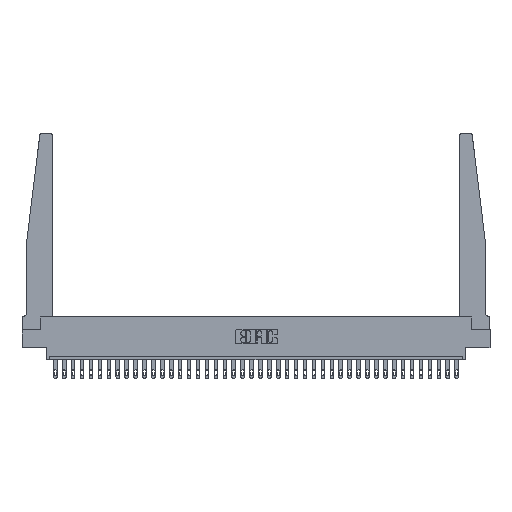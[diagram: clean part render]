
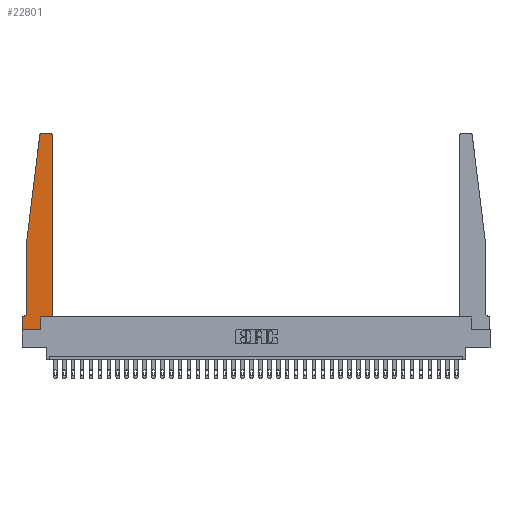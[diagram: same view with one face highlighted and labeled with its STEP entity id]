
A CAD part, top view. The second image highlights one B-rep face of the part: STEP entity #22801.
In plain terms, the highlighted planar face has unit normal (0, 0, 1).
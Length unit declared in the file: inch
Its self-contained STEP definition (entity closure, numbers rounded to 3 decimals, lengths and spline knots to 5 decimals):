
#218 = CARTESIAN_POINT ( 'NONE',  ( 0., 0.1875, 0.37 ) ) ;
#1896 = CIRCLE ( 'NONE', #7806, 0.03 ) ;
#2392 = AXIS2_PLACEMENT_3D ( 'NONE', #26012, #21114, #26338 ) ;
#2707 = CARTESIAN_POINT ( 'NONE',  ( 0.395, 2.72, 0.37 ) ) ;
#2764 = CARTESIAN_POINT ( 'NONE',  ( 0.015, 0.1875, 0.37 ) ) ;
#2901 = CARTESIAN_POINT ( 'NONE',  ( 0.425, 0.18, 0.37 ) ) ;
#2982 = CARTESIAN_POINT ( 'NONE',  ( 0.24675, 2.72367, 0.37 ) ) ;
#4893 = DIRECTION ( 'NONE',  ( 1., 0., 0. ) ) ;
#5047 = EDGE_CURVE ( 'NONE', #6172, #8126, #11133, .T. ) ;
#5130 = VECTOR ( 'NONE', #10965, 39.37008 ) ;
#5749 = CARTESIAN_POINT ( 'NONE',  ( 0.27653, 2.72, 0.37 ) ) ;
#5937 = VECTOR ( 'NONE', #26299, 39.37008 ) ;
#5969 = LINE ( 'NONE', #11197, #21306 ) ;
#6080 = DIRECTION ( 'NONE',  ( 1., 0., 0. ) ) ;
#6131 = ORIENTED_EDGE ( 'NONE', *, *, #15083, .T. ) ;
#6172 = VERTEX_POINT ( 'NONE', #2982 ) ;
#6215 = CARTESIAN_POINT ( 'NONE',  ( 0.065, 1.25, 0.37 ) ) ;
#6386 = VERTEX_POINT ( 'NONE', #27823 ) ;
#6418 = CARTESIAN_POINT ( 'NONE',  ( 0.425, 2.72, 0.37 ) ) ;
#6476 = EDGE_CURVE ( 'NONE', #7794, #6726, #25812, .T. ) ;
#6529 = EDGE_CURVE ( 'NONE', #6386, #6172, #26858, .T. ) ;
#6710 = CARTESIAN_POINT ( 'NONE',  ( 0.25, 2.75, 0.37 ) ) ;
#6726 = VERTEX_POINT ( 'NONE', #6418 ) ;
#7075 = VECTOR ( 'NONE', #13489, 39.37008 ) ;
#7253 = ORIENTED_EDGE ( 'NONE', *, *, #14667, .T. ) ;
#7273 = VERTEX_POINT ( 'NONE', #24015 ) ;
#7516 = VERTEX_POINT ( 'NONE', #27525 ) ;
#7738 = PLANE ( 'NONE',  #9131 ) ;
#7794 = VERTEX_POINT ( 'NONE', #19263 ) ;
#7806 = AXIS2_PLACEMENT_3D ( 'NONE', #2707, #20555, #4893 ) ;
#7969 = ORIENTED_EDGE ( 'NONE', *, *, #10962, .T. ) ;
#8126 = VERTEX_POINT ( 'NONE', #6215 ) ;
#8193 = LINE ( 'NONE', #11888, #14817 ) ;
#9131 = AXIS2_PLACEMENT_3D ( 'NONE', #12631, #22891, #23387 ) ;
#9946 = EDGE_CURVE ( 'NONE', #27581, #7273, #12622, .T. ) ;
#10962 = EDGE_CURVE ( 'NONE', #7516, #7794, #11293, .T. ) ;
#10965 = DIRECTION ( 'NONE',  ( -0.122, -0.992, 0. ) ) ;
#11124 = CARTESIAN_POINT ( 'NONE',  ( 0.425, 0.18, 0.37 ) ) ;
#11133 = LINE ( 'NONE', #23269, #5130 ) ;
#11197 = CARTESIAN_POINT ( 'NONE',  ( 0., 0., 0.37 ) ) ;
#11202 = ORIENTED_EDGE ( 'NONE', *, *, #9946, .T. ) ;
#11293 = LINE ( 'NONE', #11124, #7075 ) ;
#11888 = CARTESIAN_POINT ( 'NONE',  ( 0.065, 0.1875, 0.37 ) ) ;
#12030 = ORIENTED_EDGE ( 'NONE', *, *, #6529, .T. ) ;
#12622 = LINE ( 'NONE', #15317, #15656 ) ;
#12631 = CARTESIAN_POINT ( 'NONE',  ( 0., 0.1875, 0.37 ) ) ;
#13132 = FACE_OUTER_BOUND ( 'NONE', #25623, .T. ) ;
#13177 = DIRECTION ( 'NONE',  ( 0., 1., 0. ) ) ;
#13440 = LINE ( 'NONE', #23696, #29951 ) ;
#13489 = DIRECTION ( 'NONE',  ( 1., 0., 0. ) ) ;
#14488 = AXIS2_PLACEMENT_3D ( 'NONE', #5749, #16035, #6080 ) ;
#14541 = VERTEX_POINT ( 'NONE', #22401 ) ;
#14554 = ORIENTED_EDGE ( 'NONE', *, *, #18804, .T. ) ;
#14574 = ORIENTED_EDGE ( 'NONE', *, *, #29722, .T. ) ;
#14667 = EDGE_CURVE ( 'NONE', #6726, #30814, #1896, .T. ) ;
#14817 = VECTOR ( 'NONE', #22148, 39.37008 ) ;
#15083 = EDGE_CURVE ( 'NONE', #30814, #6386, #17153, .T. ) ;
#15317 = CARTESIAN_POINT ( 'NONE',  ( 0., 0., 0.37 ) ) ;
#15656 = VECTOR ( 'NONE', #22880, 39.37008 ) ;
#15874 = LINE ( 'NONE', #25974, #5937 ) ;
#16035 = DIRECTION ( 'NONE',  ( 0., 0., 1. ) ) ;
#16988 = DIRECTION ( 'NONE',  ( -1., 0., 0. ) ) ;
#17153 = LINE ( 'NONE', #6710, #19129 ) ;
#17755 = EDGE_CURVE ( 'NONE', #7273, #14541, #5969, .T. ) ;
#18804 = EDGE_CURVE ( 'NONE', #14541, #7516, #13440, .T. ) ;
#19129 = VECTOR ( 'NONE', #16988, 39.37008 ) ;
#19263 = CARTESIAN_POINT ( 'NONE',  ( 0.425, 0.18, 0.37 ) ) ;
#19521 = VERTEX_POINT ( 'NONE', #20399 ) ;
#19770 = VECTOR ( 'NONE', #13177, 39.37008 ) ;
#20399 = CARTESIAN_POINT ( 'NONE',  ( 0.065, 0.2375, 0.37 ) ) ;
#20555 = DIRECTION ( 'NONE',  ( 0., 0., 1. ) ) ;
#20993 = VERTEX_POINT ( 'NONE', #2764 ) ;
#21114 = DIRECTION ( 'NONE',  ( 0., 0., -1. ) ) ;
#21306 = VECTOR ( 'NONE', #21462, 39.37008 ) ;
#21462 = DIRECTION ( 'NONE',  ( 1., 0., 0. ) ) ;
#21750 = CIRCLE ( 'NONE', #2392, 0.05 ) ;
#22148 = DIRECTION ( 'NONE',  ( -1., 0., 0. ) ) ;
#22401 = CARTESIAN_POINT ( 'NONE',  ( 0.2605, 0., 0.37 ) ) ;
#22801 = ADVANCED_FACE ( 'NONE', ( #13132 ), #7738, .T. ) ;
#22880 = DIRECTION ( 'NONE',  ( 0., -1., 0. ) ) ;
#22891 = DIRECTION ( 'NONE',  ( 0., 0., 1. ) ) ;
#23269 = CARTESIAN_POINT ( 'NONE',  ( 0.065, 1.25, 0.37 ) ) ;
#23387 = DIRECTION ( 'NONE',  ( 1., 0., 0. ) ) ;
#23598 = EDGE_CURVE ( 'NONE', #8126, #19521, #15874, .T. ) ;
#23696 = CARTESIAN_POINT ( 'NONE',  ( 0.2605, 0.18, 0.37 ) ) ;
#24015 = CARTESIAN_POINT ( 'NONE',  ( 0., 0., 0.37 ) ) ;
#24334 = ORIENTED_EDGE ( 'NONE', *, *, #23598, .T. ) ;
#25623 = EDGE_LOOP ( 'NONE', ( #6131, #12030, #32409, #24334, #14574, #28708, #11202, #32551, #14554, #7969, #32039, #7253 ) ) ;
#25812 = LINE ( 'NONE', #2901, #19770 ) ;
#25974 = CARTESIAN_POINT ( 'NONE',  ( 0.065, 1.25, 0.37 ) ) ;
#26012 = CARTESIAN_POINT ( 'NONE',  ( 0.015, 0.2375, 0.37 ) ) ;
#26299 = DIRECTION ( 'NONE',  ( 0., -1., 0. ) ) ;
#26338 = DIRECTION ( 'NONE',  ( -1., 0., 0. ) ) ;
#26858 = CIRCLE ( 'NONE', #14488, 0.03 ) ;
#27525 = CARTESIAN_POINT ( 'NONE',  ( 0.2605, 0.18, 0.37 ) ) ;
#27581 = VERTEX_POINT ( 'NONE', #218 ) ;
#27823 = CARTESIAN_POINT ( 'NONE',  ( 0.27653, 2.75, 0.37 ) ) ;
#28708 = ORIENTED_EDGE ( 'NONE', *, *, #30789, .T. ) ;
#29722 = EDGE_CURVE ( 'NONE', #19521, #20993, #21750, .T. ) ;
#29951 = VECTOR ( 'NONE', #31953, 39.37008 ) ;
#30789 = EDGE_CURVE ( 'NONE', #20993, #27581, #8193, .T. ) ;
#30814 = VERTEX_POINT ( 'NONE', #31936 ) ;
#31936 = CARTESIAN_POINT ( 'NONE',  ( 0.395, 2.75, 0.37 ) ) ;
#31953 = DIRECTION ( 'NONE',  ( 0., 1., 0. ) ) ;
#32039 = ORIENTED_EDGE ( 'NONE', *, *, #6476, .T. ) ;
#32409 = ORIENTED_EDGE ( 'NONE', *, *, #5047, .T. ) ;
#32551 = ORIENTED_EDGE ( 'NONE', *, *, #17755, .T. ) ;
